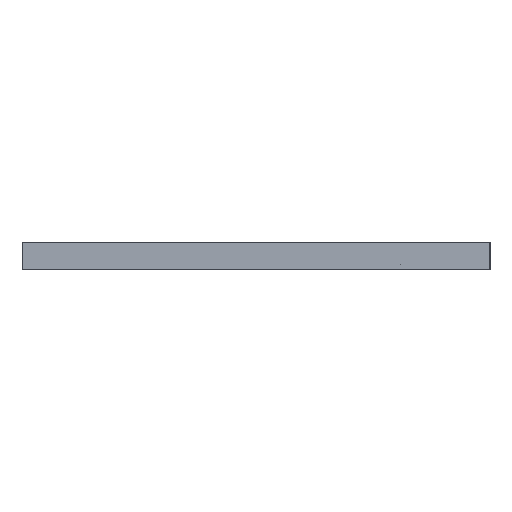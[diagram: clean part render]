
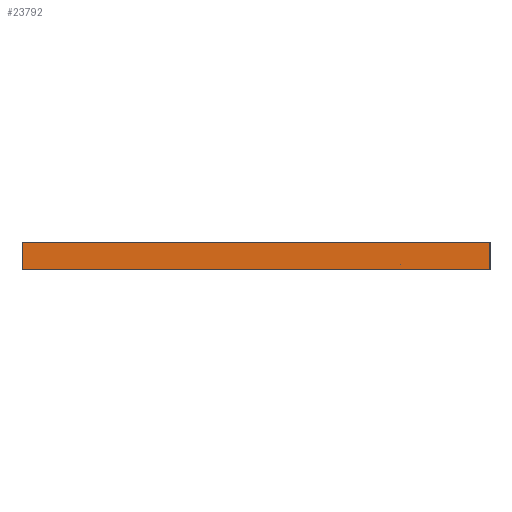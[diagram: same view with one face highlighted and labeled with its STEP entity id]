
A CAD part, left-side view. The second image highlights one B-rep face of the part: STEP entity #23792.
In plain terms, the highlighted planar face has unit normal (-1, 0, 0).
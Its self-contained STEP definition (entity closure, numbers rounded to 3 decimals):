
#1070 = CARTESIAN_POINT ( 'NONE',  ( -13.881, 8.725, 2. ) ) ;
#1576 = AXIS2_PLACEMENT_3D ( 'NONE', #1070, #6684, #8511 ) ;
#2136 = CARTESIAN_POINT ( 'NONE',  ( -13.881, 8.725, 0. ) ) ;
#3970 = VECTOR ( 'NONE', #22913, 1000. ) ;
#4226 = VERTEX_POINT ( 'NONE', #14425 ) ;
#6275 = CARTESIAN_POINT ( 'NONE',  ( -13.881, -25.275, 0. ) ) ;
#6557 = CARTESIAN_POINT ( 'NONE',  ( -13.881, -25.275, 2. ) ) ;
#6684 = DIRECTION ( 'NONE',  ( 1., 0., 0. ) ) ;
#7522 = LINE ( 'NONE', #18772, #8789 ) ;
#8511 = DIRECTION ( 'NONE',  ( 0., 1., 0. ) ) ;
#8789 = VECTOR ( 'NONE', #15226, 1000. ) ;
#9022 = EDGE_LOOP ( 'NONE', ( #11538, #12119, #15161, #15648 ) ) ;
#9189 = CARTESIAN_POINT ( 'NONE',  ( -13.881, 8.725, 2. ) ) ;
#11347 = EDGE_CURVE ( 'NONE', #22064, #15798, #15860, .T. ) ;
#11538 = ORIENTED_EDGE ( 'NONE', *, *, #21855, .T. ) ;
#12119 = ORIENTED_EDGE ( 'NONE', *, *, #16086, .F. ) ;
#14425 = CARTESIAN_POINT ( 'NONE',  ( -13.881, 8.725, 0. ) ) ;
#15161 = ORIENTED_EDGE ( 'NONE', *, *, #11347, .F. ) ;
#15226 = DIRECTION ( 'NONE',  ( 0., 0., -1. ) ) ;
#15648 = ORIENTED_EDGE ( 'NONE', *, *, #16991, .T. ) ;
#15798 = VERTEX_POINT ( 'NONE', #22727 ) ;
#15860 = LINE ( 'NONE', #19769, #22060 ) ;
#16086 = EDGE_CURVE ( 'NONE', #15798, #21975, #23314, .T. ) ;
#16926 = LINE ( 'NONE', #2136, #3970 ) ;
#16991 = EDGE_CURVE ( 'NONE', #22064, #4226, #7522, .T. ) ;
#18772 = CARTESIAN_POINT ( 'NONE',  ( -13.881, 8.725, 2. ) ) ;
#19769 = CARTESIAN_POINT ( 'NONE',  ( -13.881, 8.725, 2. ) ) ;
#20128 = PLANE ( 'NONE',  #1576 ) ;
#20129 = VECTOR ( 'NONE', #21596, 1000. ) ;
#21596 = DIRECTION ( 'NONE',  ( 0., 0., -1. ) ) ;
#21855 = EDGE_CURVE ( 'NONE', #4226, #21975, #16926, .T. ) ;
#21975 = VERTEX_POINT ( 'NONE', #6275 ) ;
#22060 = VECTOR ( 'NONE', #23555, 1000. ) ;
#22064 = VERTEX_POINT ( 'NONE', #9189 ) ;
#22085 = FACE_OUTER_BOUND ( 'NONE', #9022, .T. ) ;
#22727 = CARTESIAN_POINT ( 'NONE',  ( -13.881, -25.275, 2. ) ) ;
#22913 = DIRECTION ( 'NONE',  ( 0., -1., 0. ) ) ;
#23314 = LINE ( 'NONE', #6557, #20129 ) ;
#23555 = DIRECTION ( 'NONE',  ( 0., -1., 0. ) ) ;
#23792 = ADVANCED_FACE ( 'NONE', ( #22085 ), #20128, .F. ) ;
